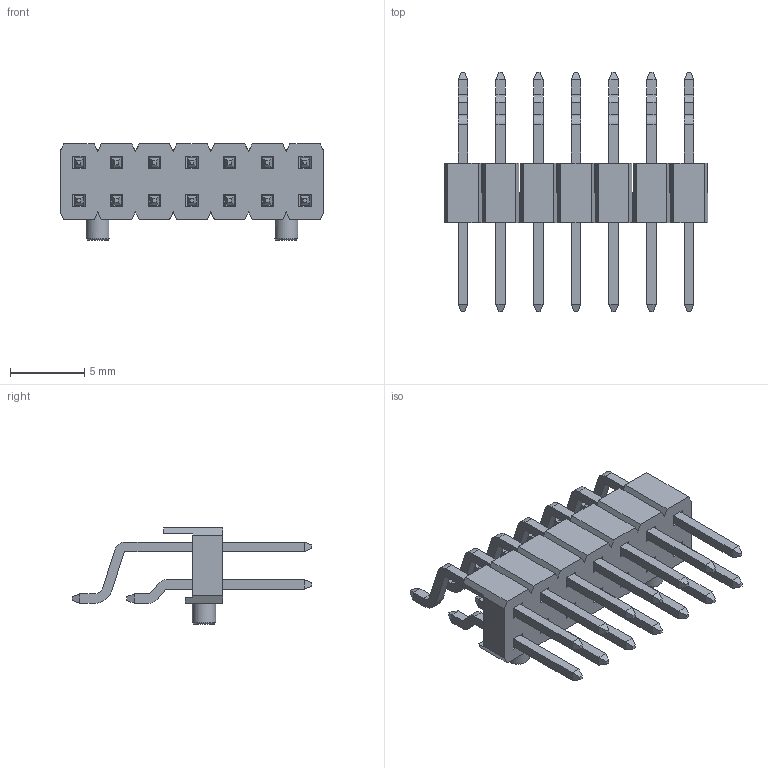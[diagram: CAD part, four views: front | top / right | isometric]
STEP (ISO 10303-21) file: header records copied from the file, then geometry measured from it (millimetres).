
FILE_DESCRIPTION( ( 'Unknown' ), '1' );
FILE_NAME( '610114249121.stp', 'Unknown', ( 'Unknown' ), ( 'Unknown' ), 'PSStep 17.0.49', 'Unknown', ' ' );
FILE_SCHEMA( ( 'AUTOMOTIVE_DESIGN { 1 0 10303 214 1 1 1 1 }' ) );
Length unit declared in the file: millimetre
Products named in the file (4): Assem1; 6100xx249121_PIN LONGUE; 6100xx249121_PIN COURTE; 610014249121
Assembly tree (15 placements, depth 2):
  Assem1
    6100xx249121_PIN LONGUE  x7
    6100xx249121_PIN COURTE  x7
    610014249121
Bounding box: 17.78 x 16.16 x 6.48 mm (x, y, z)
Volume: 276.8 mm3; surface area: 1000.1 mm2
Topology: 15 solids, 15 shells, 614 faces, 1474 edges, 890 vertices
Faces by surface type: plane 554, cylinder 58, cone 2
Full cylindrical faces by diameter (mm): 1.58 x2
Entity records: 11264 total; most frequent: CARTESIAN_POINT 1522, ORIENTED_EDGE 1496, DIRECTION 1422, EDGE_CURVE 748, LINE 710, VECTOR 710, VERTEX_POINT 456, AXIS2_PLACEMENT_3D 356
